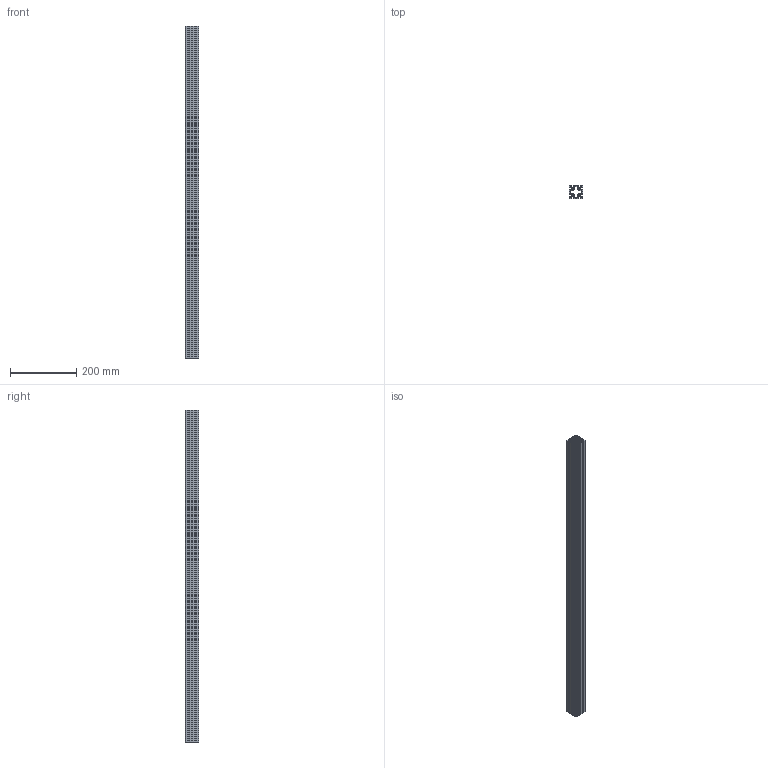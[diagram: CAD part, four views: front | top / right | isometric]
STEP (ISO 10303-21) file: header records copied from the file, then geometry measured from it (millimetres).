
FILE_DESCRIPTION (( 'STEP AP214' ), '1' );
FILE_NAME ('244SHX Êîíñòðóêöèîííûé ïðîôèëü 20.40õ40SH.STEP', '2019-10-29T09:26:25', ( 'Windows User' ), ( '' ), 'SwSTEP 2.0', 'SolidWorks 2019', '' );
FILE_SCHEMA (( 'AUTOMOTIVE_DESIGN' ));
Length unit declared in the file: millimetre
Products named in the file (1): 244SHX Êîíñòðóêöèîííûé ïðîôèëü 20.40õ40SH
Bounding box: 40 x 40 x 1000 mm (x, y, z)
Volume: 521162.3 mm3; surface area: 471972.4 mm2
Topology: 1 solids, 1 shells, 326 faces, 972 edges, 648 vertices
Faces by surface type: plane 174, cylinder 152
Entity records: 11074 total; most frequent: CARTESIAN_POINT 1947, ORIENTED_EDGE 1944, DIRECTION 1930, EDGE_CURVE 972, VECTOR 668, LINE 668, VERTEX_POINT 648, AXIS2_PLACEMENT_3D 631
